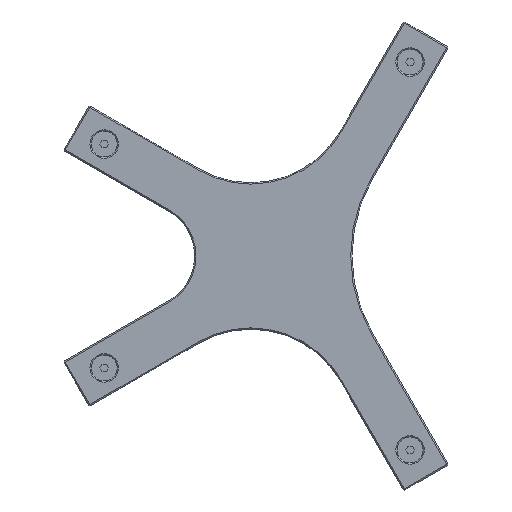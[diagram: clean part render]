
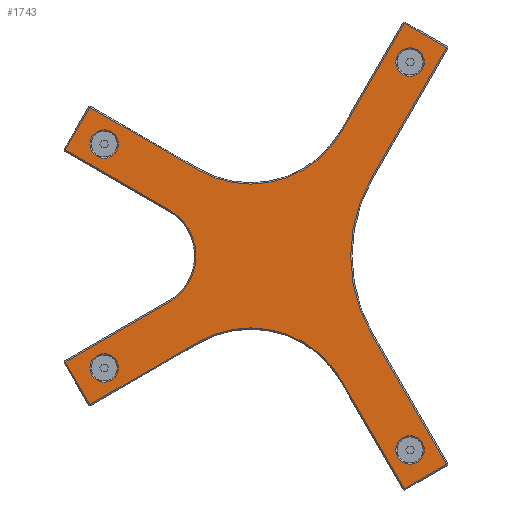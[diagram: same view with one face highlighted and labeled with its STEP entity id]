
A CAD part, top view. The second image highlights one B-rep face of the part: STEP entity #1743.
In plain terms, the highlighted planar face has unit normal (0, 0, 1).
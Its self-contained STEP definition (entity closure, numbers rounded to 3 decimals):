
#68=FACE_BOUND('',#340,.T.);
#69=FACE_BOUND('',#341,.T.);
#70=FACE_BOUND('',#342,.T.);
#71=FACE_BOUND('',#343,.T.);
#89=CIRCLE('',#1884,40.5);
#93=CIRCLE('',#1908,20.5);
#95=CIRCLE('',#1916,40.5);
#99=CIRCLE('',#1927,60.5);
#110=CIRCLE('',#1958,5.5);
#111=CIRCLE('',#1959,5.5);
#112=CIRCLE('',#1960,5.5);
#113=CIRCLE('',#1961,5.5);
#114=CIRCLE('',#1962,5.5);
#115=CIRCLE('',#1963,5.5);
#116=CIRCLE('',#1964,5.5);
#117=CIRCLE('',#1965,5.5);
#229=FACE_OUTER_BOUND('',#339,.T.);
#339=EDGE_LOOP('',(#1398,#1399,#1400,#1401,#1402,#1403,#1404,#1405,#1406,
#1407,#1408,#1409,#1410,#1411,#1412,#1413));
#340=EDGE_LOOP('',(#1414,#1415));
#341=EDGE_LOOP('',(#1416,#1417));
#342=EDGE_LOOP('',(#1418,#1419));
#343=EDGE_LOOP('',(#1420,#1421));
#420=LINE('',#2660,#598);
#424=LINE('',#2670,#602);
#443=LINE('',#2709,#621);
#467=LINE('',#2760,#645);
#471=LINE('',#2770,#649);
#477=LINE('',#2782,#655);
#480=LINE('',#2788,#658);
#484=LINE('',#2798,#662);
#485=LINE('',#2800,#663);
#494=LINE('',#2821,#672);
#498=LINE('',#2831,#676);
#501=LINE('',#2836,#679);
#598=VECTOR('',#2118,10.);
#602=VECTOR('',#2130,10.);
#621=VECTOR('',#2165,10.);
#645=VECTOR('',#2213,10.);
#649=VECTOR('',#2225,10.);
#655=VECTOR('',#2237,10.);
#658=VECTOR('',#2242,10.);
#662=VECTOR('',#2254,10.);
#663=VECTOR('',#2257,10.);
#672=VECTOR('',#2278,10.);
#676=VECTOR('',#2290,10.);
#679=VECTOR('',#2297,10.);
#747=VERTEX_POINT('',#2599);
#757=VERTEX_POINT('',#2631);
#763=VERTEX_POINT('',#2648);
#766=VERTEX_POINT('',#2658);
#768=VERTEX_POINT('',#2665);
#773=VERTEX_POINT('',#2683);
#779=VERTEX_POINT('',#2700);
#789=VERTEX_POINT('',#2738);
#792=VERTEX_POINT('',#2748);
#795=VERTEX_POINT('',#2758);
#797=VERTEX_POINT('',#2765);
#799=VERTEX_POINT('',#2773);
#802=VERTEX_POINT('',#2786);
#804=VERTEX_POINT('',#2793);
#810=VERTEX_POINT('',#2819);
#812=VERTEX_POINT('',#2826);
#825=VERTEX_POINT('',#2891);
#826=VERTEX_POINT('',#2892);
#827=VERTEX_POINT('',#2895);
#828=VERTEX_POINT('',#2896);
#829=VERTEX_POINT('',#2899);
#830=VERTEX_POINT('',#2900);
#831=VERTEX_POINT('',#2903);
#832=VERTEX_POINT('',#2904);
#919=EDGE_CURVE('',#766,#763,#420,.T.);
#923=EDGE_CURVE('',#768,#766,#89,.T.);
#925=EDGE_CURVE('',#747,#768,#424,.T.);
#944=EDGE_CURVE('',#763,#779,#443,.T.);
#970=EDGE_CURVE('',#795,#792,#467,.T.);
#974=EDGE_CURVE('',#797,#795,#93,.T.);
#976=EDGE_CURVE('',#779,#797,#471,.T.);
#982=EDGE_CURVE('',#792,#799,#477,.T.);
#985=EDGE_CURVE('',#802,#789,#480,.T.);
#989=EDGE_CURVE('',#804,#802,#95,.T.);
#991=EDGE_CURVE('',#799,#804,#484,.T.);
#992=EDGE_CURVE('',#789,#773,#485,.T.);
#1003=EDGE_CURVE('',#810,#757,#494,.T.);
#1007=EDGE_CURVE('',#812,#810,#99,.T.);
#1009=EDGE_CURVE('',#773,#812,#498,.T.);
#1012=EDGE_CURVE('',#757,#747,#501,.T.);
#1038=EDGE_CURVE('',#825,#826,#110,.T.);
#1039=EDGE_CURVE('',#826,#825,#111,.T.);
#1040=EDGE_CURVE('',#827,#828,#112,.T.);
#1041=EDGE_CURVE('',#828,#827,#113,.T.);
#1042=EDGE_CURVE('',#829,#830,#114,.T.);
#1043=EDGE_CURVE('',#830,#829,#115,.T.);
#1044=EDGE_CURVE('',#831,#832,#116,.T.);
#1045=EDGE_CURVE('',#832,#831,#117,.T.);
#1398=ORIENTED_EDGE('',*,*,#1003,.F.);
#1399=ORIENTED_EDGE('',*,*,#1007,.F.);
#1400=ORIENTED_EDGE('',*,*,#1009,.F.);
#1401=ORIENTED_EDGE('',*,*,#992,.F.);
#1402=ORIENTED_EDGE('',*,*,#985,.F.);
#1403=ORIENTED_EDGE('',*,*,#989,.F.);
#1404=ORIENTED_EDGE('',*,*,#991,.F.);
#1405=ORIENTED_EDGE('',*,*,#982,.F.);
#1406=ORIENTED_EDGE('',*,*,#970,.F.);
#1407=ORIENTED_EDGE('',*,*,#974,.F.);
#1408=ORIENTED_EDGE('',*,*,#976,.F.);
#1409=ORIENTED_EDGE('',*,*,#944,.F.);
#1410=ORIENTED_EDGE('',*,*,#919,.F.);
#1411=ORIENTED_EDGE('',*,*,#923,.F.);
#1412=ORIENTED_EDGE('',*,*,#925,.F.);
#1413=ORIENTED_EDGE('',*,*,#1012,.F.);
#1414=ORIENTED_EDGE('',*,*,#1038,.T.);
#1415=ORIENTED_EDGE('',*,*,#1039,.T.);
#1416=ORIENTED_EDGE('',*,*,#1040,.T.);
#1417=ORIENTED_EDGE('',*,*,#1041,.T.);
#1418=ORIENTED_EDGE('',*,*,#1042,.T.);
#1419=ORIENTED_EDGE('',*,*,#1043,.T.);
#1420=ORIENTED_EDGE('',*,*,#1044,.T.);
#1421=ORIENTED_EDGE('',*,*,#1045,.T.);
#1655=PLANE('',#1957);
#1743=ADVANCED_FACE('',(#229,#68,#69,#70,#71),#1655,.T.);
#1884=AXIS2_PLACEMENT_3D('',#2667,#2125,#2126);
#1908=AXIS2_PLACEMENT_3D('',#2767,#2220,#2221);
#1916=AXIS2_PLACEMENT_3D('',#2795,#2249,#2250);
#1927=AXIS2_PLACEMENT_3D('',#2828,#2285,#2286);
#1957=AXIS2_PLACEMENT_3D('',#2890,#2365,#2366);
#1958=AXIS2_PLACEMENT_3D('',#2893,#2367,#2368);
#1959=AXIS2_PLACEMENT_3D('',#2894,#2369,#2370);
#1960=AXIS2_PLACEMENT_3D('',#2897,#2371,#2372);
#1961=AXIS2_PLACEMENT_3D('',#2898,#2373,#2374);
#1962=AXIS2_PLACEMENT_3D('',#2901,#2375,#2376);
#1963=AXIS2_PLACEMENT_3D('',#2902,#2377,#2378);
#1964=AXIS2_PLACEMENT_3D('',#2905,#2379,#2380);
#1965=AXIS2_PLACEMENT_3D('',#2906,#2381,#2382);
#2118=DIRECTION('',(-0.866,-0.5,0.));
#2125=DIRECTION('center_axis',(0.,0.,1.));
#2126=DIRECTION('ref_axis',(0.259,0.966,0.));
#2130=DIRECTION('',(-0.5,0.866,0.));
#2165=DIRECTION('',(-0.5,0.866,0.));
#2213=DIRECTION('',(-0.866,0.5,0.));
#2220=DIRECTION('center_axis',(0.,0.,1.));
#2221=DIRECTION('ref_axis',(1.,0.,0.));
#2225=DIRECTION('',(0.866,0.5,0.));
#2237=DIRECTION('',(0.5,0.866,0.));
#2242=DIRECTION('',(0.5,0.866,0.));
#2249=DIRECTION('center_axis',(0.,0.,1.));
#2250=DIRECTION('ref_axis',(0.259,-0.966,0.));
#2254=DIRECTION('',(0.866,-0.5,0.));
#2257=DIRECTION('',(0.866,-0.5,0.));
#2278=DIRECTION('',(0.5,-0.866,0.));
#2285=DIRECTION('center_axis',(0.,0.,1.));
#2286=DIRECTION('ref_axis',(-1.,0.,0.));
#2290=DIRECTION('',(-0.5,-0.866,0.));
#2297=DIRECTION('',(-0.866,-0.5,0.));
#2365=DIRECTION('center_axis',(0.,0.,1.));
#2366=DIRECTION('ref_axis',(1.,0.,0.));
#2367=DIRECTION('center_axis',(0.,0.,-1.));
#2368=DIRECTION('ref_axis',(1.,0.,0.));
#2369=DIRECTION('center_axis',(0.,0.,-1.));
#2370=DIRECTION('ref_axis',(1.,0.,0.));
#2371=DIRECTION('center_axis',(0.,0.,-1.));
#2372=DIRECTION('ref_axis',(1.,0.,0.));
#2373=DIRECTION('center_axis',(0.,0.,-1.));
#2374=DIRECTION('ref_axis',(1.,0.,0.));
#2375=DIRECTION('center_axis',(0.,0.,-1.));
#2376=DIRECTION('ref_axis',(1.,0.,0.));
#2377=DIRECTION('center_axis',(0.,0.,-1.));
#2378=DIRECTION('ref_axis',(1.,0.,0.));
#2379=DIRECTION('center_axis',(0.,0.,-1.));
#2380=DIRECTION('ref_axis',(1.,0.,0.));
#2381=DIRECTION('center_axis',(0.,0.,-1.));
#2382=DIRECTION('ref_axis',(1.,0.,0.));
#2599=CARTESIAN_POINT('',(41.023,-90.054,8.));
#2631=CARTESIAN_POINT('',(57.477,-80.554,8.));
#2648=CARTESIAN_POINT('',(-80.554,-57.477,8.));
#2658=CARTESIAN_POINT('',(-38.551,-33.227,8.));
#2660=CARTESIAN_POINT('',(-33.708,-30.431,8.));
#2665=CARTESIAN_POINT('',(16.773,-48.051,8.));
#2667=CARTESIAN_POINT('Origin',(-18.301,-68.301,8.));
#2670=CARTESIAN_POINT('',(-15.124,7.195,8.));
#2683=CARTESIAN_POINT('',(57.477,80.554,8.));
#2700=CARTESIAN_POINT('',(-90.054,-41.023,8.));
#2709=CARTESIAN_POINT('',(-97.2,-28.645,8.));
#2738=CARTESIAN_POINT('',(41.023,90.054,8.));
#2748=CARTESIAN_POINT('',(-90.054,41.023,8.));
#2758=CARTESIAN_POINT('',(-49.75,17.754,8.));
#2760=CARTESIAN_POINT('',(-59.507,23.387,8.));
#2765=CARTESIAN_POINT('',(-49.75,-17.754,8.));
#2767=CARTESIAN_POINT('Origin',(-60.,0.,8.));
#2770=CARTESIAN_POINT('',(-7.839,6.444,8.));
#2773=CARTESIAN_POINT('',(-80.554,57.477,8.));
#2782=CARTESIAN_POINT('',(-75.9,65.537,8.));
#2786=CARTESIAN_POINT('',(16.773,48.051,8.));
#2788=CARTESIAN_POINT('',(23.426,59.575,8.));
#2793=CARTESIAN_POINT('',(-38.551,33.227,8.));
#2795=CARTESIAN_POINT('Origin',(-18.301,68.301,8.));
#2798=CARTESIAN_POINT('',(-11.469,17.591,8.));
#2800=CARTESIAN_POINT('',(41.691,89.668,8.));
#2819=CARTESIAN_POINT('',(28.435,-30.25,8.));
#2821=CARTESIAN_POINT('',(23.581,-21.843,8.));
#2826=CARTESIAN_POINT('',(28.435,30.25,8.));
#2828=CARTESIAN_POINT('Origin',(80.829,0.,8.));
#2831=CARTESIAN_POINT('',(16.574,9.707,8.));
#2836=CARTESIAN_POINT('',(49.331,-85.257,8.));
#2890=CARTESIAN_POINT('Origin',(-9.971,37.643,8.));
#2891=CARTESIAN_POINT('',(-69.5,-43.3,8.));
#2892=CARTESIAN_POINT('',(-80.5,-43.3,8.));
#2893=CARTESIAN_POINT('Origin',(-75.,-43.3,8.));
#2894=CARTESIAN_POINT('Origin',(-75.,-43.3,8.));
#2895=CARTESIAN_POINT('',(48.8,-75.,8.));
#2896=CARTESIAN_POINT('',(37.8,-75.,8.));
#2897=CARTESIAN_POINT('Origin',(43.3,-75.,8.));
#2898=CARTESIAN_POINT('Origin',(43.3,-75.,8.));
#2899=CARTESIAN_POINT('',(48.8,75.,8.));
#2900=CARTESIAN_POINT('',(37.8,75.,8.));
#2901=CARTESIAN_POINT('Origin',(43.3,75.,8.));
#2902=CARTESIAN_POINT('Origin',(43.3,75.,8.));
#2903=CARTESIAN_POINT('',(-69.5,43.3,8.));
#2904=CARTESIAN_POINT('',(-80.5,43.3,8.));
#2905=CARTESIAN_POINT('Origin',(-75.,43.3,8.));
#2906=CARTESIAN_POINT('Origin',(-75.,43.3,8.));
